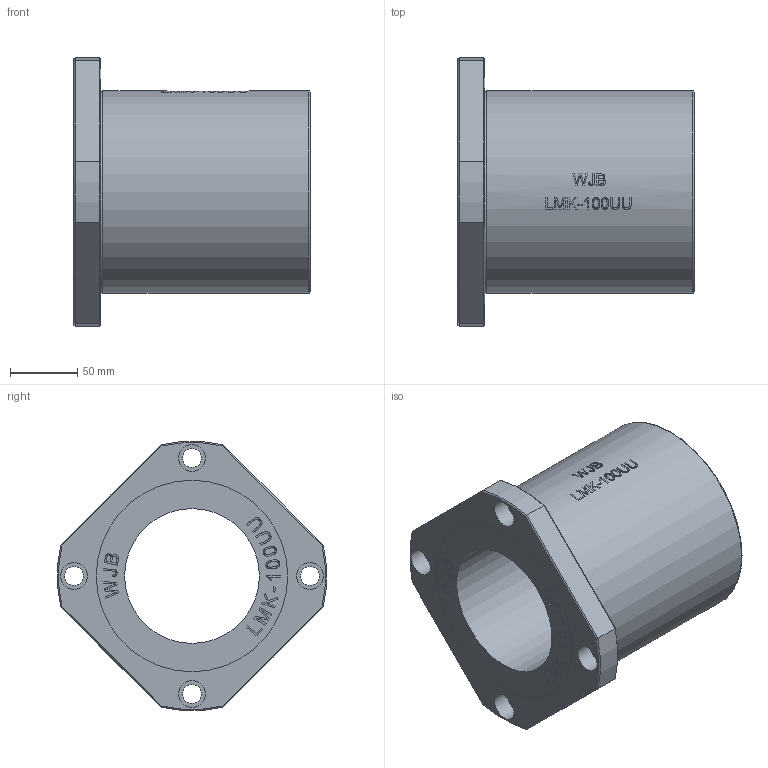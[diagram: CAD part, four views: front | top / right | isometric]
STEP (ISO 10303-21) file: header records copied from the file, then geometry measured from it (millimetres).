
FILE_DESCRIPTION(/* description */ (''),/* implementation_level */ '2;1');
FILE_NAME(/* name */ 'WJB-LMK-100UU.stp',/* time_stamp */ '2018-09-08T12:39:21+08:00',/* author */ (''),/* organization */ (''),/* preprocessor_version */ 'ST-DEVELOPER v11',/* originating_system */ 'SIEMENS UGS NX 6.0',/* authorisation */ '');
FILE_SCHEMA (('CONFIG_CONTROL_DESIGN'));
Length unit declared in the file: millimetre
Products named in the file (1): WJB-LMK-100UU
Bounding box: 175 x 199.42 x 199.42 mm (x, y, z)
Volume: 1883260.6 mm3; surface area: 181847.1 mm2
Topology: 1 solids, 1 shells, 362 faces, 917 edges, 612 vertices
Faces by surface type: plane 224, extrusion 96, cylinder 32, cone 8, torus 2
Full cylindrical faces by diameter (mm): 14 x4, 20 x4, 100 x1, 142 x2, 150 x1
Entity records: 13317 total; most frequent: CARTESIAN_POINT 5104, ORIENTED_EDGE 1786, DIRECTION 1313, EDGE_CURVE 893, VERTEX_POINT 602, VECTOR 555, LINE 459, EDGE_LOOP 441
